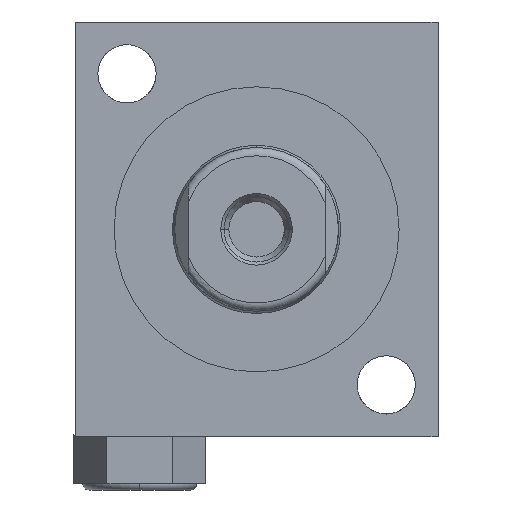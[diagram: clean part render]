
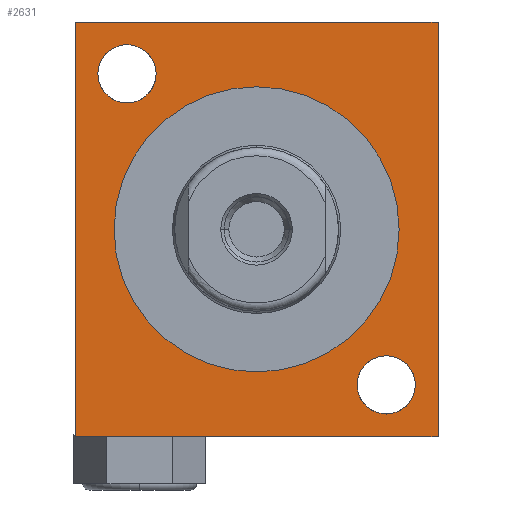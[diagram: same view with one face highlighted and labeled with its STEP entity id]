
A CAD part, left-side view. The second image highlights one B-rep face of the part: STEP entity #2631.
In plain terms, the highlighted planar face has unit normal (-1, 0, 0).
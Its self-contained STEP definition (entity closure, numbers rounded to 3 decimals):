
#401=DIRECTION('',(0.,-1.,0.));
#402=VECTOR('',#401,44.45);
#403=CARTESIAN_POINT('',(0.,22.225,25.4));
#404=LINE('',#403,#402);
#408=DIRECTION('',(0.,0.,-1.));
#409=VECTOR('',#408,50.8);
#410=CARTESIAN_POINT('',(0.,-22.225,25.4));
#411=LINE('',#410,#409);
#415=DIRECTION('',(0.,1.,0.));
#416=VECTOR('',#415,44.45);
#417=CARTESIAN_POINT('',(0.,-22.225,-25.4));
#418=LINE('',#417,#416);
#422=DIRECTION('',(0.,0.,1.));
#423=VECTOR('',#422,50.8);
#424=CARTESIAN_POINT('',(0.,22.225,-25.4));
#425=LINE('',#424,#423);
#429=CARTESIAN_POINT('',(0.,15.875,19.05));
#430=DIRECTION('',(1.,0.,0.));
#431=DIRECTION('',(0.,1.,0.));
#432=AXIS2_PLACEMENT_3D('',#429,#430,#431);
#437=CARTESIAN_POINT('',(0.,15.875,19.05));
#438=DIRECTION('',(1.,0.,0.));
#439=DIRECTION('',(0.,-1.,0.));
#440=AXIS2_PLACEMENT_3D('',#437,#438,#439);
#445=CARTESIAN_POINT('',(0.,-15.875,-19.05));
#446=DIRECTION('',(1.,0.,0.));
#447=DIRECTION('',(0.,1.,0.));
#448=AXIS2_PLACEMENT_3D('',#445,#446,#447);
#453=CARTESIAN_POINT('',(0.,-15.875,-19.05));
#454=DIRECTION('',(1.,0.,0.));
#455=DIRECTION('',(0.,-1.,0.));
#456=AXIS2_PLACEMENT_3D('',#453,#454,#455);
#461=CARTESIAN_POINT('',(0.,0.,0.));
#462=DIRECTION('',(-1.,0.,0.));
#463=DIRECTION('',(0.,1.,0.));
#464=AXIS2_PLACEMENT_3D('',#461,#462,#463);
#469=CARTESIAN_POINT('',(0.,0.,0.));
#470=DIRECTION('',(-1.,0.,0.));
#471=DIRECTION('',(0.,-1.,0.));
#472=AXIS2_PLACEMENT_3D('',#469,#470,#471);
#1844=CARTESIAN_POINT('',(0.,22.225,25.4));
#1845=CARTESIAN_POINT('',(0.,-22.225,25.4));
#1846=VERTEX_POINT('',#1844);
#1847=VERTEX_POINT('',#1845);
#1848=CARTESIAN_POINT('',(0.,-22.225,-25.4));
#1849=VERTEX_POINT('',#1848);
#1850=CARTESIAN_POINT('',(0.,22.225,-25.4));
#1851=VERTEX_POINT('',#1850);
#1860=CARTESIAN_POINT('',(0.,19.444,19.05));
#1861=CARTESIAN_POINT('',(0.,12.307,19.05));
#1862=VERTEX_POINT('',#1860);
#1863=VERTEX_POINT('',#1861);
#1964=CARTESIAN_POINT('',(0.,-12.307,-19.05));
#1965=CARTESIAN_POINT('',(0.,-19.444,-19.05));
#1966=VERTEX_POINT('',#1964);
#1967=VERTEX_POINT('',#1965);
#1976=CARTESIAN_POINT('',(0.,17.463,0.));
#1977=CARTESIAN_POINT('',(0.,-17.463,0.));
#1978=VERTEX_POINT('',#1976);
#1979=VERTEX_POINT('',#1977);
#2599=CARTESIAN_POINT('',(0.,0.,0.));
#2600=DIRECTION('',(1.,0.,0.));
#2601=DIRECTION('',(0.,0.,-1.));
#2602=AXIS2_PLACEMENT_3D('',#2599,#2600,#2601);
#2603=PLANE('',#2602);
#2605=ORIENTED_EDGE('',*,*,#2604,.T.);
#2607=ORIENTED_EDGE('',*,*,#2606,.T.);
#2609=ORIENTED_EDGE('',*,*,#2608,.T.);
#2611=ORIENTED_EDGE('',*,*,#2610,.T.);
#2612=EDGE_LOOP('',(#2605,#2607,#2609,#2611));
#2613=FACE_OUTER_BOUND('',#2612,.F.);
#2615=ORIENTED_EDGE('',*,*,#2614,.F.);
#2617=ORIENTED_EDGE('',*,*,#2616,.F.);
#2618=EDGE_LOOP('',(#2615,#2617));
#2619=FACE_BOUND('',#2618,.F.);
#2621=ORIENTED_EDGE('',*,*,#2620,.F.);
#2623=ORIENTED_EDGE('',*,*,#2622,.F.);
#2624=EDGE_LOOP('',(#2621,#2623));
#2625=FACE_BOUND('',#2624,.F.);
#2626=ORIENTED_EDGE('',*,*,#2589,.T.);
#2628=ORIENTED_EDGE('',*,*,#2627,.T.);
#2629=EDGE_LOOP('',(#2626,#2628));
#2630=FACE_BOUND('',#2629,.F.);
#433=CIRCLE('',#432,3.569);
#441=CIRCLE('',#440,3.569);
#449=CIRCLE('',#448,3.569);
#457=CIRCLE('',#456,3.569);
#465=CIRCLE('',#464,17.463);
#473=CIRCLE('',#472,17.463);
#2589=EDGE_CURVE('',#1978,#1979,#465,.T.);
#2604=EDGE_CURVE('',#1846,#1847,#404,.T.);
#2606=EDGE_CURVE('',#1847,#1849,#411,.T.);
#2608=EDGE_CURVE('',#1849,#1851,#418,.T.);
#2610=EDGE_CURVE('',#1851,#1846,#425,.T.);
#2614=EDGE_CURVE('',#1862,#1863,#433,.T.);
#2616=EDGE_CURVE('',#1863,#1862,#441,.T.);
#2620=EDGE_CURVE('',#1966,#1967,#449,.T.);
#2622=EDGE_CURVE('',#1967,#1966,#457,.T.);
#2627=EDGE_CURVE('',#1979,#1978,#473,.T.);
#2631=ADVANCED_FACE('',(#2613,#2619,#2625,#2630),#2603,.F.);
